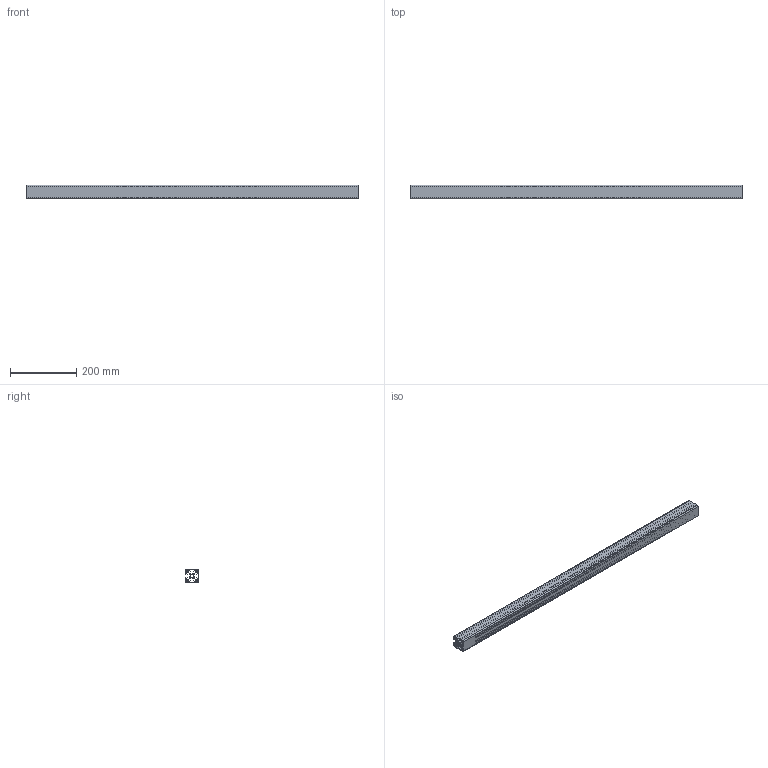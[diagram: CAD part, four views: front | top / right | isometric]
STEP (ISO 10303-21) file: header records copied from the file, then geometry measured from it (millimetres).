
FILE_DESCRIPTION (( 'STEP AP214' ), '1' );
FILE_NAME ('3_842_993_185_1000-Bosch.step', '2020-07-02T11:58:28', ( '' ), ( '' ), 'SwSTEP 2.0', 'SolidWorks 2010', '' );
FILE_SCHEMA (( 'AUTOMOTIVE_DESIGN' ));
Length unit declared in the file: millimetre
Products named in the file (1): 3_842_993_185_1000-Bosch
Bounding box: 1000 x 40 x 40 mm (x, y, z)
Volume: 611328.4 mm3; surface area: 565104.5 mm2
Topology: 1 solids, 1 shells, 122 faces, 360 edges, 240 vertices
Faces by surface type: plane 98, cylinder 24
Entity records: 4098 total; most frequent: CARTESIAN_POINT 723, ORIENTED_EDGE 720, DIRECTION 654, EDGE_CURVE 360, VECTOR 312, LINE 312, VERTEX_POINT 240, AXIS2_PLACEMENT_3D 171
